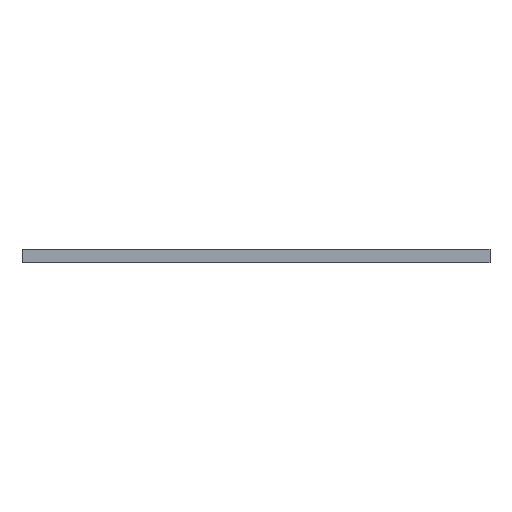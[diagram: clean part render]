
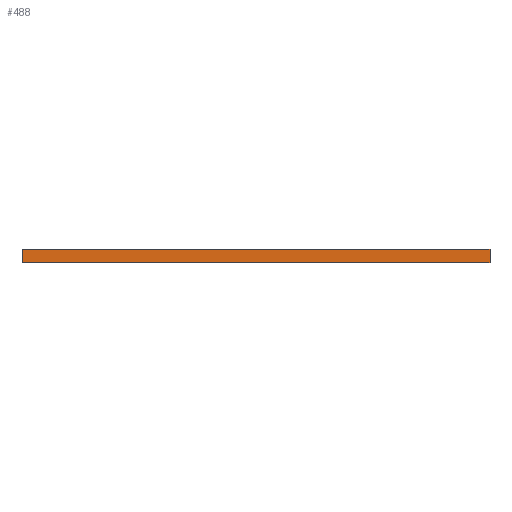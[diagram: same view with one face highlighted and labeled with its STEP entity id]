
A CAD part, front view. The second image highlights one B-rep face of the part: STEP entity #488.
In plain terms, the highlighted planar face has unit normal (0, -1, 0).
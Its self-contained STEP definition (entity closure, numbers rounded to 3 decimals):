
#8 = PLANE ( 'NONE',  #139 ) ;
#12 = DIRECTION ( 'NONE',  ( 0., 0., -1. ) ) ;
#32 = CARTESIAN_POINT ( 'NONE',  ( -90., -200., 5. ) ) ;
#88 = FACE_OUTER_BOUND ( 'NONE', #635, .T. ) ;
#90 = VECTOR ( 'NONE', #12, 1000. ) ;
#139 = AXIS2_PLACEMENT_3D ( 'NONE', #204, #402, #710 ) ;
#146 = CARTESIAN_POINT ( 'NONE',  ( 90., -200., 5. ) ) ;
#204 = CARTESIAN_POINT ( 'NONE',  ( -90., -200., 5. ) ) ;
#232 = LINE ( 'NONE', #720, #713 ) ;
#243 = VERTEX_POINT ( 'NONE', #681 ) ;
#256 = ORIENTED_EDGE ( 'NONE', *, *, #506, .T. ) ;
#280 = DIRECTION ( 'NONE',  ( 1., 0., 0. ) ) ;
#297 = LINE ( 'NONE', #570, #647 ) ;
#343 = VERTEX_POINT ( 'NONE', #32 ) ;
#375 = EDGE_CURVE ( 'NONE', #806, #243, #553, .T. ) ;
#402 = DIRECTION ( 'NONE',  ( 0., 1., 0. ) ) ;
#426 = DIRECTION ( 'NONE',  ( 1., 0., 0. ) ) ;
#427 = EDGE_CURVE ( 'NONE', #442, #243, #701, .T. ) ;
#442 = VERTEX_POINT ( 'NONE', #464 ) ;
#464 = CARTESIAN_POINT ( 'NONE',  ( 90., -200., 5. ) ) ;
#473 = DIRECTION ( 'NONE',  ( 0., 0., -1. ) ) ;
#488 = ADVANCED_FACE ( 'NONE', ( #88 ), #8, .F. ) ;
#506 = EDGE_CURVE ( 'NONE', #343, #806, #232, .T. ) ;
#553 = LINE ( 'NONE', #680, #572 ) ;
#563 = ORIENTED_EDGE ( 'NONE', *, *, #375, .T. ) ;
#570 = CARTESIAN_POINT ( 'NONE',  ( -90., -200., 5. ) ) ;
#572 = VECTOR ( 'NONE', #280, 1000. ) ;
#635 = EDGE_LOOP ( 'NONE', ( #563, #709, #641, #256 ) ) ;
#641 = ORIENTED_EDGE ( 'NONE', *, *, #654, .F. ) ;
#647 = VECTOR ( 'NONE', #426, 1000. ) ;
#654 = EDGE_CURVE ( 'NONE', #343, #442, #297, .T. ) ;
#680 = CARTESIAN_POINT ( 'NONE',  ( -90., -200., 0. ) ) ;
#681 = CARTESIAN_POINT ( 'NONE',  ( 90., -200., 0. ) ) ;
#701 = LINE ( 'NONE', #146, #90 ) ;
#709 = ORIENTED_EDGE ( 'NONE', *, *, #427, .F. ) ;
#710 = DIRECTION ( 'NONE',  ( 0., 0., 1. ) ) ;
#713 = VECTOR ( 'NONE', #473, 1000. ) ;
#720 = CARTESIAN_POINT ( 'NONE',  ( -90., -200., 5. ) ) ;
#806 = VERTEX_POINT ( 'NONE', #810 ) ;
#810 = CARTESIAN_POINT ( 'NONE',  ( -90., -200., 0. ) ) ;
